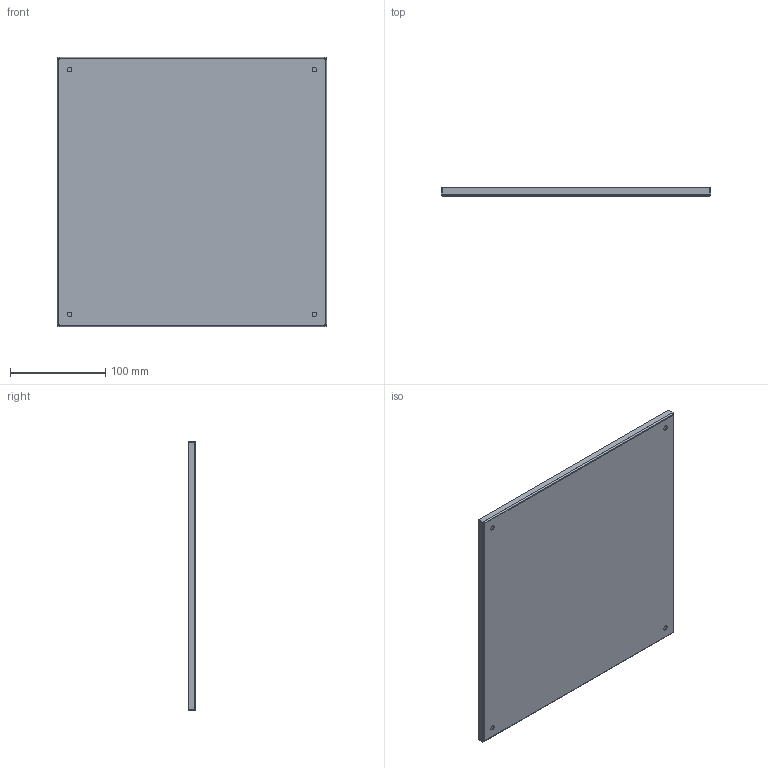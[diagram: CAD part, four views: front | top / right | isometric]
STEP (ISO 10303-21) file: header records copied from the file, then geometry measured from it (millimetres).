
FILE_DESCRIPTION (( 'STEP AP214' ), '1' );
FILE_NAME ('30360C.stp', '2016-04-27T06:54:05', ( '' ), ( '' ), 'SwSTEP 2.0', 'SolidWorks 2014', '' );
FILE_SCHEMA (( 'AUTOMOTIVE_DESIGN' ));
Length unit declared in the file: millimetre
Products named in the file (3): 43527A_Standard; 30360BT1_30360CT1; 30360C
Assembly tree (2 placements, depth 2):
  30360C
    30360BT1_30360CT1
    43527A_Standard
Bounding box: 282.5 x 8 x 282.5 mm (x, y, z)
Volume: 321425.1 mm3; surface area: 334986.2 mm2
Topology: 2 solids, 2 shells, 76 faces, 184 edges, 112 vertices
Faces by surface type: plane 60, cylinder 16
Entity records: 2290 total; most frequent: DIRECTION 378, CARTESIAN_POINT 377, ORIENTED_EDGE 368, EDGE_CURVE 184, LINE 152, VECTOR 152, AXIS2_PLACEMENT_3D 113, VERTEX_POINT 112
